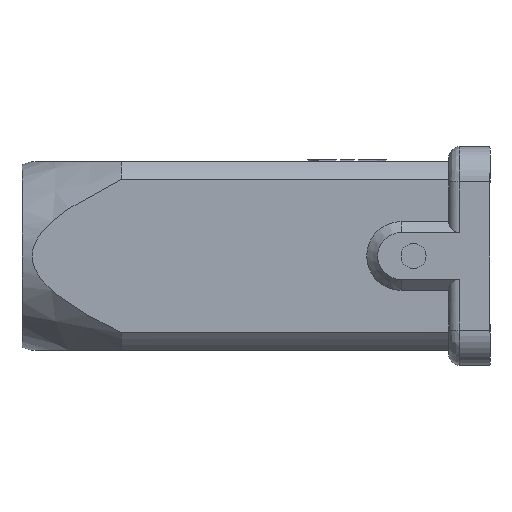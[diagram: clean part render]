
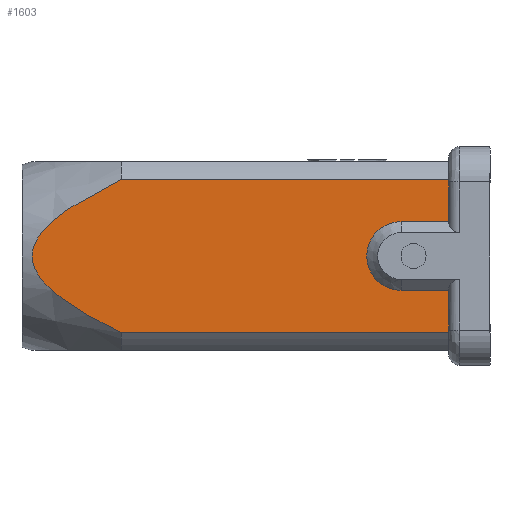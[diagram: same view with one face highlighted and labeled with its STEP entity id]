
A CAD part, left-side view. The second image highlights one B-rep face of the part: STEP entity #1603.
In plain terms, the highlighted planar face has unit normal (-1, 0, 0).
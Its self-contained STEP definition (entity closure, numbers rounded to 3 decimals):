
#688=B_SPLINE_CURVE_WITH_KNOTS('',3,(#5929,#5930,#5931,#5932),
 .UNSPECIFIED.,.F.,.F.,(4,4),(0.,1.),.UNSPECIFIED.);
#689=B_SPLINE_CURVE_WITH_KNOTS('',3,(#5941,#5942,#5943,#5944),
 .UNSPECIFIED.,.F.,.F.,(4,4),(0.,1.),.UNSPECIFIED.);
#699=(
BOUNDED_CURVE()
B_SPLINE_CURVE(2,(#5918,#5919,#5920),.UNSPECIFIED.,.F.,.F.)
B_SPLINE_CURVE_WITH_KNOTS((3,3),(0.,1.),.UNSPECIFIED.)
CURVE()
GEOMETRIC_REPRESENTATION_ITEM()
RATIONAL_B_SPLINE_CURVE((1.014,1.16,1.16))
REPRESENTATION_ITEM('')
);
#700=(
BOUNDED_CURVE()
B_SPLINE_CURVE(2,(#5923,#5924,#5925),.UNSPECIFIED.,.F.,.F.)
B_SPLINE_CURVE_WITH_KNOTS((3,3),(0.,1.),.UNSPECIFIED.)
CURVE()
GEOMETRIC_REPRESENTATION_ITEM()
RATIONAL_B_SPLINE_CURVE((1.16,1.16,1.014))
REPRESENTATION_ITEM('')
);
#992=LINE('',#5927,#1319);
#993=LINE('',#5934,#1320);
#994=LINE('',#5936,#1321);
#995=LINE('',#5937,#1322);
#996=LINE('',#5939,#1323);
#997=LINE('',#5946,#1324);
#1319=VECTOR('',#4913,1.);
#1320=VECTOR('',#4914,1.);
#1321=VECTOR('',#4915,1.);
#1322=VECTOR('',#4916,1.);
#1323=VECTOR('',#4917,1.);
#1324=VECTOR('',#4918,1.);
#1603=ADVANCED_FACE('',(#1887),#1750,.T.);
#1750=PLANE('',#4176);
#1887=FACE_OUTER_BOUND('',#2077,.T.);
#2077=EDGE_LOOP('',(#2733,#2734,#2735,#2736,#2737,#2738,#2739,#2740,#2741,
#2742,#2743));
#2733=ORIENTED_EDGE('',*,*,#3677,.T.);
#2734=ORIENTED_EDGE('',*,*,#3678,.T.);
#2735=ORIENTED_EDGE('',*,*,#3679,.F.);
#2736=ORIENTED_EDGE('',*,*,#3680,.T.);
#2737=ORIENTED_EDGE('',*,*,#3681,.T.);
#2738=ORIENTED_EDGE('',*,*,#3682,.T.);
#2739=ORIENTED_EDGE('',*,*,#3675,.T.);
#2740=ORIENTED_EDGE('',*,*,#3683,.T.);
#2741=ORIENTED_EDGE('',*,*,#3684,.T.);
#2742=ORIENTED_EDGE('',*,*,#3685,.T.);
#2743=ORIENTED_EDGE('',*,*,#3686,.T.);
#3269=VERTEX_POINT('',#5913);
#3270=VERTEX_POINT('',#5915);
#3271=VERTEX_POINT('',#5921);
#3272=VERTEX_POINT('',#5922);
#3273=VERTEX_POINT('',#5926);
#3274=VERTEX_POINT('',#5928);
#3275=VERTEX_POINT('',#5933);
#3276=VERTEX_POINT('',#5935);
#3277=VERTEX_POINT('',#5938);
#3278=VERTEX_POINT('',#5940);
#3279=VERTEX_POINT('',#5945);
#3675=EDGE_CURVE('',#3270,#3269,#3818,.T.);
#3677=EDGE_CURVE('',#3271,#3272,#699,.T.);
#3678=EDGE_CURVE('',#3272,#3273,#700,.T.);
#3679=EDGE_CURVE('',#3274,#3273,#992,.T.);
#3680=EDGE_CURVE('',#3274,#3275,#688,.T.);
#3681=EDGE_CURVE('',#3275,#3276,#993,.T.);
#3682=EDGE_CURVE('',#3276,#3270,#994,.T.);
#3683=EDGE_CURVE('',#3269,#3277,#995,.T.);
#3684=EDGE_CURVE('',#3277,#3278,#996,.T.);
#3685=EDGE_CURVE('',#3278,#3279,#689,.T.);
#3686=EDGE_CURVE('',#3279,#3271,#997,.T.);
#3818=CIRCLE('',#4174,4.4);
#4174=AXIS2_PLACEMENT_3D('',#5914,#4908,#4909);
#4176=AXIS2_PLACEMENT_3D('',#5947,#4919,#4920);
#4908=DIRECTION('',(1.,0.,0.));
#4909=DIRECTION('',(0.,0.,-1.));
#4913=DIRECTION('',(0.,1.,0.));
#4914=DIRECTION('',(0.,0.,1.));
#4915=DIRECTION('',(0.,1.,0.));
#4916=DIRECTION('',(0.,-1.,0.));
#4917=DIRECTION('',(0.,0.,1.));
#4918=DIRECTION('',(0.,1.,0.));
#4919=DIRECTION('',(-1.,0.,0.));
#4920=DIRECTION('',(0.,0.,-1.));
#5913=CARTESIAN_POINT('',(-12.1,11.4,4.4));
#5914=CARTESIAN_POINT('',(-12.1,11.4,0.));
#5915=CARTESIAN_POINT('',(-12.1,11.4,-4.4));
#5918=CARTESIAN_POINT('',(-12.1,47.244,9.846));
#5919=CARTESIAN_POINT('',(-12.1,58.692,4.301));
#5920=CARTESIAN_POINT('',(-12.1,58.692,0.));
#5921=CARTESIAN_POINT('',(-12.1,47.244,9.846));
#5922=CARTESIAN_POINT('',(-12.1,58.692,0.));
#5923=CARTESIAN_POINT('',(-12.1,58.692,0.));
#5924=CARTESIAN_POINT('',(-12.1,58.692,-4.301));
#5925=CARTESIAN_POINT('',(-12.1,47.244,-9.846));
#5926=CARTESIAN_POINT('',(-12.1,47.244,-9.846));
#5927=CARTESIAN_POINT('',(-12.1,5.3,-9.846));
#5928=CARTESIAN_POINT('',(-12.1,5.3,-9.846));
#5929=CARTESIAN_POINT('',(-12.1,5.3,-9.846));
#5930=CARTESIAN_POINT('',(-12.1,5.3,-9.731));
#5931=CARTESIAN_POINT('',(-12.1,5.3,-9.615));
#5932=CARTESIAN_POINT('',(-12.1,5.3,-9.5));
#5933=CARTESIAN_POINT('',(-12.1,5.3,-9.5));
#5934=CARTESIAN_POINT('',(-12.1,5.3,-9.5));
#5935=CARTESIAN_POINT('',(-12.1,5.3,-4.4));
#5936=CARTESIAN_POINT('',(-12.1,5.3,-4.4));
#5937=CARTESIAN_POINT('',(-12.1,11.4,4.4));
#5938=CARTESIAN_POINT('',(-12.1,5.3,4.4));
#5939=CARTESIAN_POINT('',(-12.1,5.3,4.4));
#5940=CARTESIAN_POINT('',(-12.1,5.3,9.5));
#5941=CARTESIAN_POINT('',(-12.1,5.3,9.5));
#5942=CARTESIAN_POINT('',(-12.1,5.3,9.615));
#5943=CARTESIAN_POINT('',(-12.1,5.3,9.731));
#5944=CARTESIAN_POINT('',(-12.1,5.3,9.846));
#5945=CARTESIAN_POINT('',(-12.1,5.3,9.846));
#5946=CARTESIAN_POINT('',(-12.1,5.3,9.846));
#5947=CARTESIAN_POINT('',(-12.1,60.,9.846));
